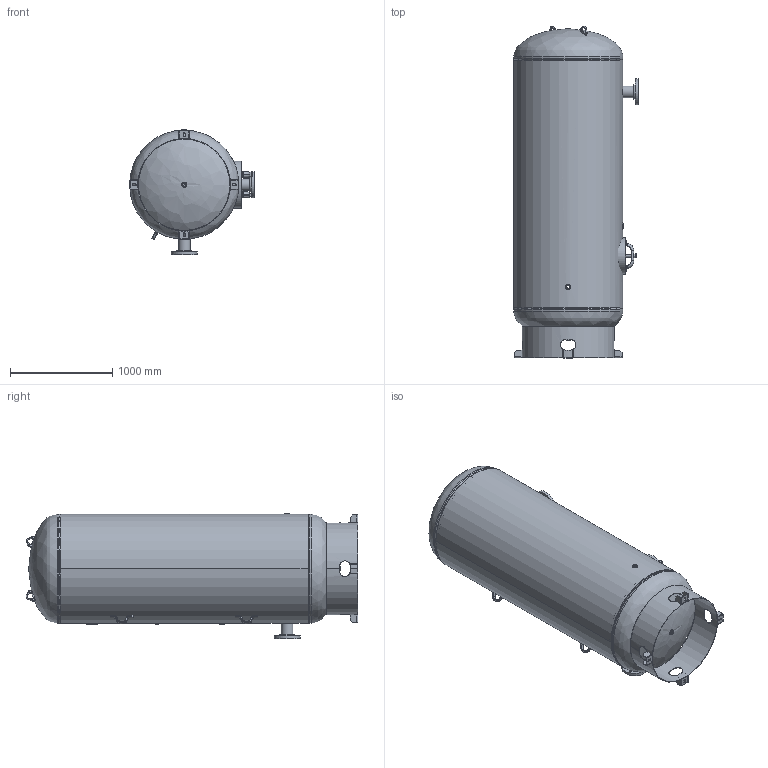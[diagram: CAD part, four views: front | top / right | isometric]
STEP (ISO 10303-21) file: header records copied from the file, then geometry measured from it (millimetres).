
FILE_DESCRIPTION(/* description */ ('FIRST LINE DESCRIPTION'),/* implementation_level */ '2;1');
FILE_NAME(/* name */ 'A10131-300X.stp',/* time_stamp */ '2020-08-13T10:45:40-04:00',/* author */ ('matt.gilbert'),/* organization */ ('STEEL FAB IF WE MAKE IT, VENDOR IF WE DON''T'),/* preprocessor_version */ 'ST-DEVELOPER v17.2',/* originating_system */ 'Autodesk Inventor 2019',/* authorisation */ 'CHECKERS BOSS');
FILE_SCHEMA (('AUTOMOTIVE_DESIGN { 1 0 10303 214 3 1 1 }'));
Length unit declared in the file: inch
Products named in the file (21): A10131-300X; H42375J; A10131-300X-SL; A10131-300X-NP; S102949; S102327; F204300; F603000H; F101000; F100250; S102114; S100066; S102021; 64-784-H; S101972; S100343-21; 12x16x6x1 RING; 12X16 300# COVER; YOKE; ANSI B18.2.1 - 1-8x7; ANSI B18.2.2 - 1 - 8
Assembly tree (33 placements, depth 3):
  A10131-300X
    H42375J  x2
    A10131-300X-SL
    A10131-300X-NP
    S102949  x2
      S102327
      F204300
    F603000H
    F101000  x4
    F100250
    S102114
      S100066
      S102021  x4
    64-784-H  x2
    S101972  x2
    S100343-21
      12x16x6x1 RING
      12X16 300# COVER
      YOKE  x2
      ANSI B18.2.1 - 1-8x7  x2
      ANSI B18.2.2 - 1 - 8  x2
Bounding box: 1219.2 x 3240.77 x 1229.78 mm (x, y, z)
Volume: 116142692.1 mm3; surface area: 25027906 mm2
Topology: 31 solids, 31 shells, 829 faces, 2181 edges, 1434 vertices
Faces by surface type: plane 380, cylinder 223, bspline 104, torus 72, cone 50
Full cylindrical faces by diameter (mm): 11.455 x1, 12.7 x2, 21.971 x2, 22.225 x16, 25.4 x2, 27 x1, 28.575 x2, 30.302 x4, 39.688 x8, 44.831 x2, 50.8 x4, 82.55 x1, 97.18 x2, 107.95 x1, 109.537 x1, 114.3 x5, 115.887 x1, 157.226 x2, 254 x2, 892.592 x1, 901.7 x1, 1027.684 x2, 1046.734 x2, 1047.75 x3, 1066.8 x3
Entity records: 22533 total; most frequent: CARTESIAN_POINT 8740, ORIENTED_EDGE 2784, DIRECTION 2654, EDGE_CURVE 1392, AXIS2_PLACEMENT_3D 1055, VERTEX_POINT 927, EDGE_LOOP 605, LINE 544
